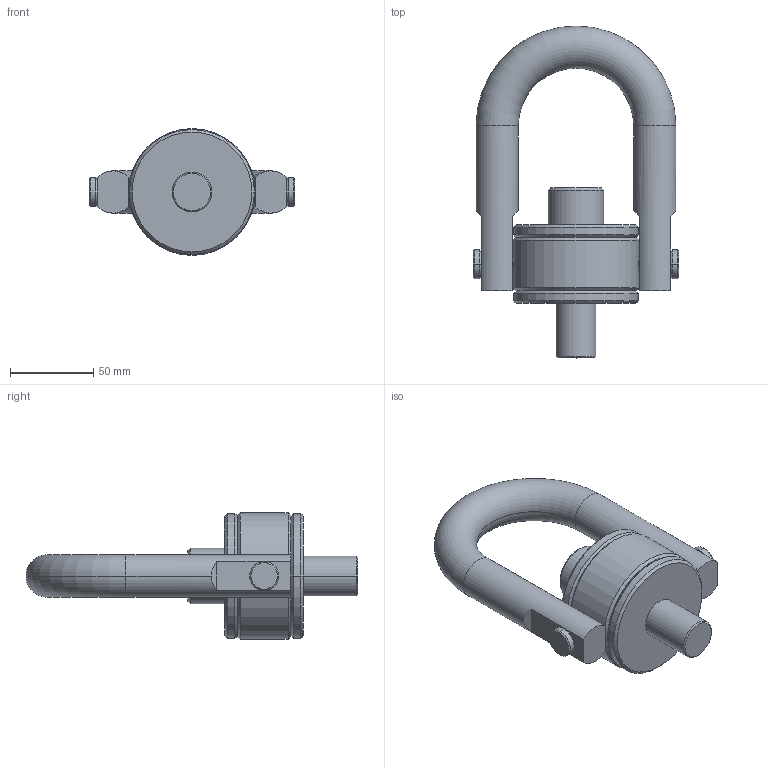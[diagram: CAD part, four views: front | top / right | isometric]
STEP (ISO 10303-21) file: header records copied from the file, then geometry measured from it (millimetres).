
FILE_DESCRIPTION((''),'2;1');
FILE_NAME('CROSBY_HR125M_3_1016657','2012-12-03T',('Alan Doughty'),('The Crosby Group LLC'),'PRO/ENGINEER BY PARAMETRIC TECHNOLOGY CORPORATION, 2012300','PRO/ENGINEER BY PARAMETRIC TECHNOLOGY CORPORATION, 2012300','');
FILE_SCHEMA(('AUTOMOTIVE_DESIGN { 1 0 10303 214 1 1 1 1 }'));
Length unit declared in the file: inch
Products named in the file (1): CROSBY_HR125M_3_1016657
Bounding box: 123.7 x 199.52 x 76.2 mm (x, y, z)
Volume: 403463.9 mm3; surface area: 88801.3 mm2
Topology: 5 solids, 6 shells, 551 faces, 1505 edges, 988 vertices
Faces by surface type: plane 418, cylinder 50, extrusion 37, cone 34, torus 12
Entity records: 23032 total; most frequent: CARTESIAN_POINT 4154, ORIENTED_EDGE 3010, DIRECTION 2614, PRESENTATION_STYLE_ASSIGNMENT 1523, STYLED_ITEM 1510, CURVE_STYLE 1505, EDGE_CURVE 1505, VECTOR 1290
